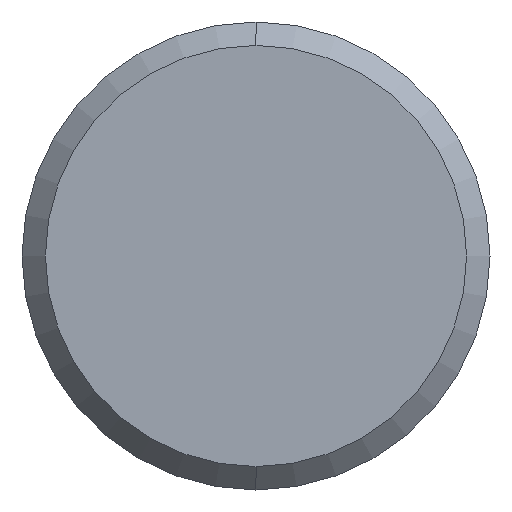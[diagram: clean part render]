
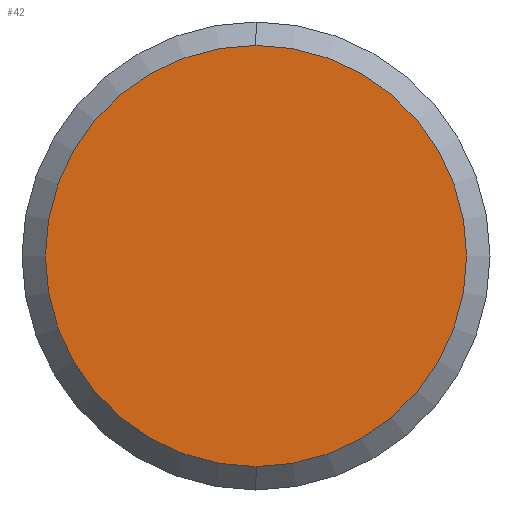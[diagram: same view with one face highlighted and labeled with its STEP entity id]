
A CAD part, left-side view. The second image highlights one B-rep face of the part: STEP entity #42.
In plain terms, the highlighted planar face has unit normal (-1, 0, 0).
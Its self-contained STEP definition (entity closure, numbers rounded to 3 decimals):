
#8 = EDGE_CURVE ( 'NONE', #809, #796, #744, .T. ) ;
#12 = AXIS2_PLACEMENT_3D ( 'NONE', #857, #858, #859 ) ;
#25 = AXIS2_PLACEMENT_3D ( 'NONE', #892, #897, #898 ) ;
#42 = ADVANCED_FACE ( 'NONE', ( #768 ), #894, .F. ) ;
#176 = EDGE_CURVE ( 'NONE', #796, #809, #781, .T. ) ;
#209 = DIRECTION ( 'NONE',  ( -1., 0., 0. ) ) ;
#210 = CARTESIAN_POINT ( 'NONE',  ( 0., 0., 0. ) ) ;
#220 = DIRECTION ( 'NONE',  ( 0., 0., 1. ) ) ;
#285 = CARTESIAN_POINT ( 'NONE',  ( 0., 0., 4.5 ) ) ;
#308 = CARTESIAN_POINT ( 'NONE',  ( 0., 0., -4.5 ) ) ;
#314 = AXIS2_PLACEMENT_3D ( 'NONE', #210, #209, #220 ) ;
#513 = ORIENTED_EDGE ( 'NONE', *, *, #176, .T. ) ;
#518 = ORIENTED_EDGE ( 'NONE', *, *, #8, .T. ) ;
#735 = EDGE_LOOP ( 'NONE', ( #518, #513 ) ) ;
#744 = CIRCLE ( 'NONE', #12, 4.5 ) ;
#768 = FACE_OUTER_BOUND ( 'NONE', #735, .T. ) ;
#781 = CIRCLE ( 'NONE', #314, 4.5 ) ;
#796 = VERTEX_POINT ( 'NONE', #285 ) ;
#809 = VERTEX_POINT ( 'NONE', #308 ) ;
#857 = CARTESIAN_POINT ( 'NONE',  ( 0., 0., 0. ) ) ;
#858 = DIRECTION ( 'NONE',  ( -1., 0., 0. ) ) ;
#859 = DIRECTION ( 'NONE',  ( 0., 0., 1. ) ) ;
#892 = CARTESIAN_POINT ( 'NONE',  ( 0., 0., 0. ) ) ;
#894 = PLANE ( 'NONE',  #25 ) ;
#897 = DIRECTION ( 'NONE',  ( 1., 0., 0. ) ) ;
#898 = DIRECTION ( 'NONE',  ( 0., 0., -1. ) ) ;
